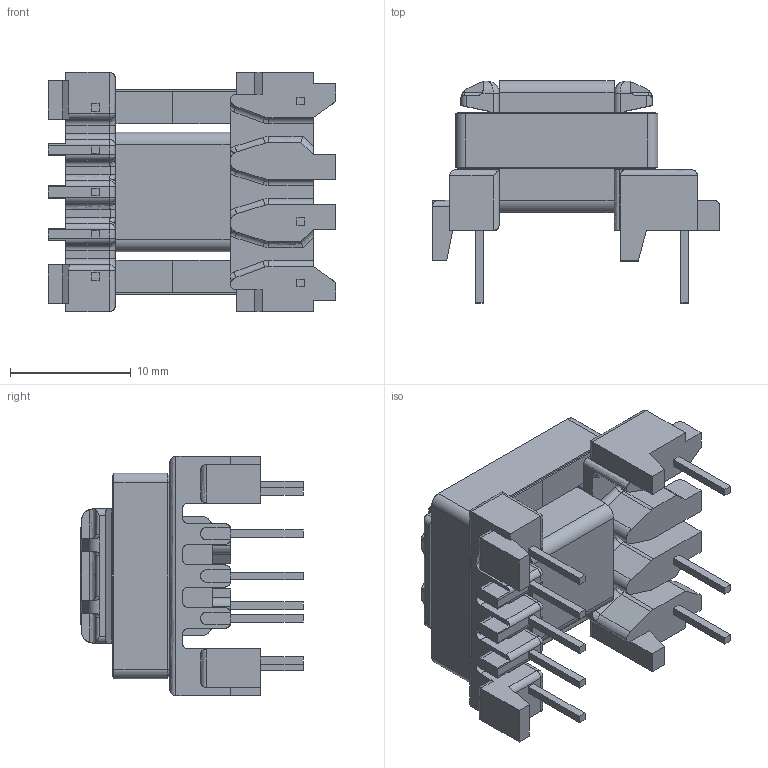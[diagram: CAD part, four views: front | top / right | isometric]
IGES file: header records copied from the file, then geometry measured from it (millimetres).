
Start section: SolidWorks IGES file using analytic representation for surfaces
Global section: file name: EE16-8-5_5280_MP7.IGS; native system: SolidWorks 2017; preprocessor: SolidWorks 2017; author: e.wtnpm; date: 210630.154344; units: millimetre
Bounding box: 23.81 x 18.4 x 19.8 mm (x, y, z)
Surface area: 4576.2 mm2 (no closed solid volume)
Topology: 0 solids, 0 shells, 419 faces, 3024 edges, 3012 vertices
Faces by surface type: bspline 260, revolution 159
